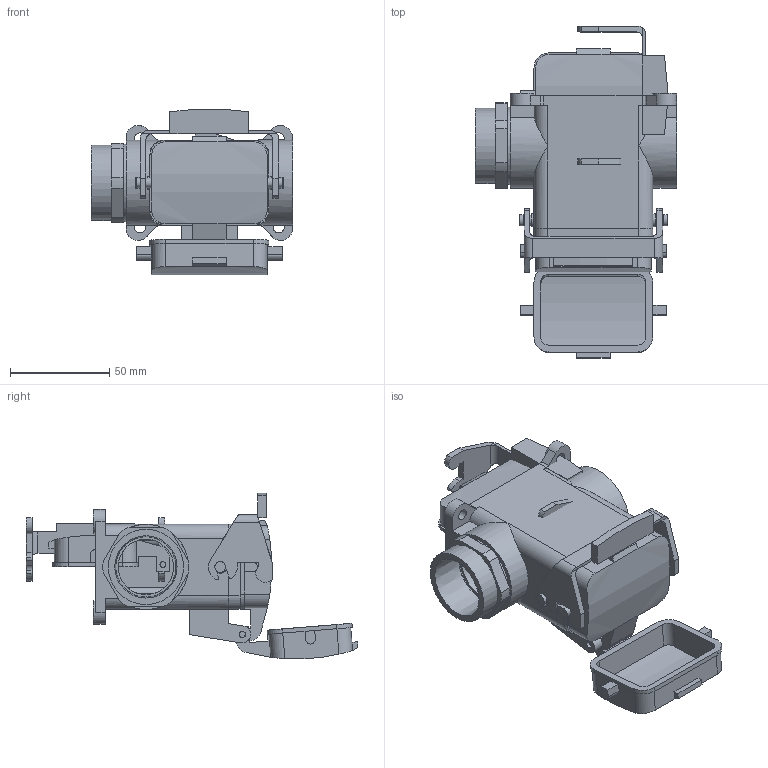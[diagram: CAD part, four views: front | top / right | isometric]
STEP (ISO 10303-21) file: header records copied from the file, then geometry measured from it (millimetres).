
FILE_DESCRIPTION( ( 'Unknown' ), '1' );
FILE_NAME( 'H_B_6_SDRH_LB_NPT_1_ASM.stp', 'Unknown', ( 'Unknown' ), ( 'Unknown' ), 'PSStep 11.0', 'Unknown', ' ' );
FILE_SCHEMA( ( 'AUTOMOTIVE_DESIGN { 1 0 10303 214 1 1 1 1 }' ) );
Length unit declared in the file: millimetre
Products named in the file (4): Assem1; H_B_6_LB; H_B_6_AD_LB_DECKEL; H_B_6_SDRH_LB_NPT_1
Bounding box: 101.5 x 167.52 x 83.66 mm (x, y, z)
Volume: 280608.3 mm3; surface area: 136124.2 mm2
Topology: 7 solids, 7 shells, 560 faces, 1467 edges, 964 vertices
Faces by surface type: plane 337, cylinder 221, cone 2
Full cylindrical faces by diameter (mm): 2.459 x8, 3 x6, 3.2 x4, 4.9 x4, 5.5 x12, 6.5 x4, 12 x8, 22.4 x2, 28 x2, 30.411 x2, 38 x2, 39 x2
Entity records: 9962 total; most frequent: CARTESIAN_POINT 1737, DIRECTION 1285, ORIENTED_EDGE 1234, EDGE_CURVE 617, AXIS2_PLACEMENT_3D 440, VERTEX_POINT 420, LINE 405, VECTOR 405
